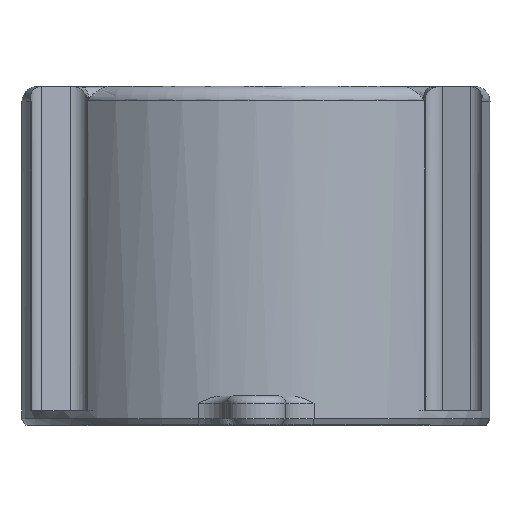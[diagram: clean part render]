
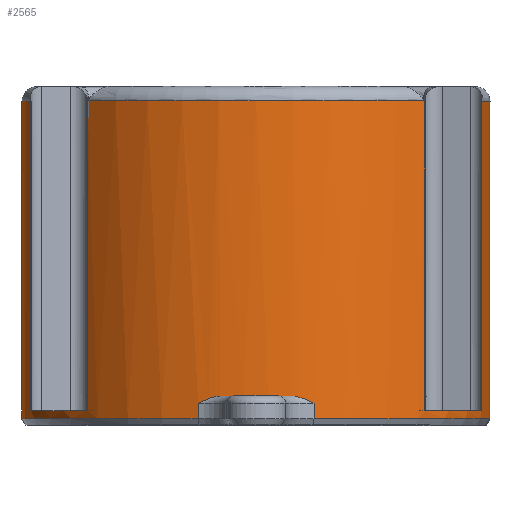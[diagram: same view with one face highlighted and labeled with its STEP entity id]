
A CAD part, top view. The second image highlights one B-rep face of the part: STEP entity #2565.
In plain terms, the highlighted cylindrical face has radius 32.5 mm (diameter 65 mm), a full revolution.
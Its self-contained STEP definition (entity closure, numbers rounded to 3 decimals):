
#117=CYLINDRICAL_SURFACE('',#2799,32.5);
#208=B_SPLINE_CURVE_WITH_KNOTS('',3,(#4873,#4874,#4875,#4876,#4877,#4878,
#4879,#4880),.UNSPECIFIED.,.F.,.F.,(4,2,2,4),(-0.001,0.,0.292,
0.371),.UNSPECIFIED.);
#209=B_SPLINE_CURVE_WITH_KNOTS('',3,(#4883,#4884,#4885,#4886,#4887,#4888,
#4889,#4890),.UNSPECIFIED.,.F.,.F.,(4,2,2,4),(0.863,0.908,
1.077,1.078),.UNSPECIFIED.);
#302=FACE_OUTER_BOUND('',#470,.T.);
#470=EDGE_LOOP('',(#1921,#1922,#1923,#1924,#1925,#1926,#1927,#1928,#1929,
#1930,#1931,#1932,#1933,#1934,#1935,#1936,#1937,#1938,#1939,#1940,#1941,
#1942));
#636=CIRCLE('',#2758,32.5);
#637=CIRCLE('',#2759,32.5);
#662=CIRCLE('',#2797,32.5);
#664=CIRCLE('',#2800,32.5);
#665=CIRCLE('',#2801,32.5);
#666=CIRCLE('',#2802,32.5);
#667=CIRCLE('',#2803,32.5);
#668=CIRCLE('',#2804,32.5);
#669=CIRCLE('',#2805,32.5);
#670=CIRCLE('',#2806,32.5);
#824=LINE('',#4164,#929);
#836=LINE('',#4854,#941);
#837=LINE('',#4858,#942);
#838=LINE('',#4862,#943);
#839=LINE('',#4866,#944);
#840=LINE('',#4869,#945);
#841=LINE('',#4871,#946);
#842=LINE('',#4894,#947);
#843=LINE('',#4897,#948);
#929=VECTOR('',#3237,10.);
#941=VECTOR('',#3311,10.);
#942=VECTOR('',#3314,10.);
#943=VECTOR('',#3317,10.);
#944=VECTOR('',#3320,10.);
#945=VECTOR('',#3323,32.5);
#946=VECTOR('',#3324,10.);
#947=VECTOR('',#3329,10.);
#948=VECTOR('',#3332,10.);
#1077=VERTEX_POINT('',#4139);
#1078=VERTEX_POINT('',#4141);
#1079=VERTEX_POINT('',#4143);
#1084=VERTEX_POINT('',#4163);
#1126=VERTEX_POINT('',#4815);
#1127=VERTEX_POINT('',#4832);
#1129=VERTEX_POINT('',#4853);
#1130=VERTEX_POINT('',#4855);
#1131=VERTEX_POINT('',#4857);
#1132=VERTEX_POINT('',#4859);
#1133=VERTEX_POINT('',#4861);
#1134=VERTEX_POINT('',#4863);
#1135=VERTEX_POINT('',#4865);
#1136=VERTEX_POINT('',#4867);
#1137=VERTEX_POINT('',#4870);
#1138=VERTEX_POINT('',#4872);
#1139=VERTEX_POINT('',#4881);
#1140=VERTEX_POINT('',#4891);
#1141=VERTEX_POINT('',#4893);
#1142=VERTEX_POINT('',#4895);
#1355=EDGE_CURVE('',#1078,#1079,#636,.T.);
#1356=EDGE_CURVE('',#1079,#1077,#637,.T.);
#1365=EDGE_CURVE('',#1077,#1084,#824,.T.);
#1421=EDGE_CURVE('',#1126,#1127,#662,.T.);
#1424=EDGE_CURVE('',#1129,#1126,#836,.T.);
#1425=EDGE_CURVE('',#1129,#1130,#664,.T.);
#1426=EDGE_CURVE('',#1130,#1131,#837,.T.);
#1427=EDGE_CURVE('',#1132,#1131,#665,.T.);
#1428=EDGE_CURVE('',#1133,#1132,#838,.T.);
#1429=EDGE_CURVE('',#1133,#1134,#666,.T.);
#1430=EDGE_CURVE('',#1134,#1135,#839,.T.);
#1431=EDGE_CURVE('',#1136,#1135,#667,.T.);
#1432=EDGE_CURVE('',#1136,#1079,#840,.T.);
#1433=EDGE_CURVE('',#1078,#1137,#841,.T.);
#1434=EDGE_CURVE('',#1138,#1137,#208,.F.);
#1435=EDGE_CURVE('',#1138,#1139,#668,.T.);
#1436=EDGE_CURVE('',#1084,#1139,#209,.F.);
#1437=EDGE_CURVE('',#1140,#1136,#669,.T.);
#1438=EDGE_CURVE('',#1141,#1140,#842,.T.);
#1439=EDGE_CURVE('',#1141,#1142,#670,.T.);
#1440=EDGE_CURVE('',#1142,#1127,#843,.T.);
#1921=ORIENTED_EDGE('',*,*,#1421,.F.);
#1922=ORIENTED_EDGE('',*,*,#1424,.F.);
#1923=ORIENTED_EDGE('',*,*,#1425,.T.);
#1924=ORIENTED_EDGE('',*,*,#1426,.T.);
#1925=ORIENTED_EDGE('',*,*,#1427,.F.);
#1926=ORIENTED_EDGE('',*,*,#1428,.F.);
#1927=ORIENTED_EDGE('',*,*,#1429,.T.);
#1928=ORIENTED_EDGE('',*,*,#1430,.T.);
#1929=ORIENTED_EDGE('',*,*,#1431,.F.);
#1930=ORIENTED_EDGE('',*,*,#1432,.T.);
#1931=ORIENTED_EDGE('',*,*,#1355,.F.);
#1932=ORIENTED_EDGE('',*,*,#1433,.T.);
#1933=ORIENTED_EDGE('',*,*,#1434,.F.);
#1934=ORIENTED_EDGE('',*,*,#1435,.T.);
#1935=ORIENTED_EDGE('',*,*,#1436,.F.);
#1936=ORIENTED_EDGE('',*,*,#1365,.F.);
#1937=ORIENTED_EDGE('',*,*,#1356,.F.);
#1938=ORIENTED_EDGE('',*,*,#1432,.F.);
#1939=ORIENTED_EDGE('',*,*,#1437,.F.);
#1940=ORIENTED_EDGE('',*,*,#1438,.F.);
#1941=ORIENTED_EDGE('',*,*,#1439,.T.);
#1942=ORIENTED_EDGE('',*,*,#1440,.T.);
#2565=ADVANCED_FACE('',(#302),#117,.T.);
#2758=AXIS2_PLACEMENT_3D('',#4144,#3211,#3212);
#2759=AXIS2_PLACEMENT_3D('',#4145,#3213,#3214);
#2797=AXIS2_PLACEMENT_3D('',#4833,#3305,#3306);
#2799=AXIS2_PLACEMENT_3D('',#4852,#3309,#3310);
#2800=AXIS2_PLACEMENT_3D('',#4856,#3312,#3313);
#2801=AXIS2_PLACEMENT_3D('',#4860,#3315,#3316);
#2802=AXIS2_PLACEMENT_3D('',#4864,#3318,#3319);
#2803=AXIS2_PLACEMENT_3D('',#4868,#3321,#3322);
#2804=AXIS2_PLACEMENT_3D('',#4882,#3325,#3326);
#2805=AXIS2_PLACEMENT_3D('',#4892,#3327,#3328);
#2806=AXIS2_PLACEMENT_3D('',#4896,#3330,#3331);
#3211=DIRECTION('center_axis',(0.,-1.,0.));
#3212=DIRECTION('ref_axis',(1.,0.,0.));
#3213=DIRECTION('center_axis',(0.,-1.,0.));
#3214=DIRECTION('ref_axis',(1.,0.,0.));
#3237=DIRECTION('',(0.,1.,0.));
#3305=DIRECTION('center_axis',(0.,1.,0.));
#3306=DIRECTION('ref_axis',(0.866,0.,-0.5));
#3309=DIRECTION('center_axis',(0.,1.,0.));
#3310=DIRECTION('ref_axis',(1.,0.,0.));
#3311=DIRECTION('',(0.,1.,0.));
#3312=DIRECTION('center_axis',(0.,-1.,0.));
#3313=DIRECTION('ref_axis',(1.,0.,0.));
#3314=DIRECTION('',(0.,1.,0.));
#3315=DIRECTION('center_axis',(0.,1.,0.));
#3316=DIRECTION('ref_axis',(0.,0.,1.));
#3317=DIRECTION('',(0.,1.,0.));
#3318=DIRECTION('center_axis',(0.,-1.,0.));
#3319=DIRECTION('ref_axis',(1.,0.,0.));
#3320=DIRECTION('',(0.,1.,0.));
#3321=DIRECTION('center_axis',(0.,1.,0.));
#3322=DIRECTION('ref_axis',(-0.866,0.,-0.5));
#3323=DIRECTION('',(0.,-1.,0.));
#3324=DIRECTION('',(0.,1.,0.));
#3325=DIRECTION('center_axis',(0.,1.,0.));
#3326=DIRECTION('ref_axis',(1.,0.,0.));
#3327=DIRECTION('center_axis',(0.,1.,0.));
#3328=DIRECTION('ref_axis',(-0.866,0.,-0.5));
#3329=DIRECTION('',(0.,1.,0.));
#3330=DIRECTION('center_axis',(0.,-1.,0.));
#3331=DIRECTION('ref_axis',(1.,0.,0.));
#3332=DIRECTION('',(0.,1.,0.));
#4139=CARTESIAN_POINT('',(8.042,63.866,31.489));
#4141=CARTESIAN_POINT('',(-8.053,63.866,31.486));
#4143=CARTESIAN_POINT('',(-32.5,63.866,0.));
#4144=CARTESIAN_POINT('Origin',(0.,63.866,0.));
#4145=CARTESIAN_POINT('Origin',(0.,63.866,0.));
#4163=CARTESIAN_POINT('',(8.042,66.,31.489));
#4164=CARTESIAN_POINT('',(8.042,63.,31.489));
#4815=CARTESIAN_POINT('',(31.232,108.,8.991));
#4832=CARTESIAN_POINT('',(7.829,108.,-31.543));
#4833=CARTESIAN_POINT('Origin',(0.,108.,0.));
#4852=CARTESIAN_POINT('Origin',(0.,0.,0.));
#4853=CARTESIAN_POINT('',(31.232,65.,8.991));
#4854=CARTESIAN_POINT('',(31.232,72.5,8.991));
#4855=CARTESIAN_POINT('',(23.402,65.,22.552));
#4856=CARTESIAN_POINT('Origin',(0.,65.,0.));
#4857=CARTESIAN_POINT('',(23.402,108.,22.552));
#4858=CARTESIAN_POINT('',(23.402,72.5,22.552));
#4859=CARTESIAN_POINT('',(-23.402,108.,22.552));
#4860=CARTESIAN_POINT('Origin',(0.,108.,0.));
#4861=CARTESIAN_POINT('',(-23.402,65.,22.552));
#4862=CARTESIAN_POINT('',(-23.402,72.5,22.552));
#4863=CARTESIAN_POINT('',(-31.232,65.,8.991));
#4864=CARTESIAN_POINT('Origin',(0.,65.,0.));
#4865=CARTESIAN_POINT('',(-31.232,108.,8.991));
#4866=CARTESIAN_POINT('',(-31.232,72.5,8.991));
#4867=CARTESIAN_POINT('',(-32.5,108.,0.));
#4868=CARTESIAN_POINT('Origin',(0.,108.,0.));
#4869=CARTESIAN_POINT('',(-32.5,0.,0.));
#4870=CARTESIAN_POINT('',(-8.053,66.,31.486));
#4871=CARTESIAN_POINT('',(-8.053,63.,31.486));
#4872=CARTESIAN_POINT('',(-4.968,67.,32.118));
#4873=CARTESIAN_POINT('Ctrl Pts',(-8.053,66.,31.486));
#4874=CARTESIAN_POINT('Ctrl Pts',(-8.05,66.001,31.487));
#4875=CARTESIAN_POINT('Ctrl Pts',(-8.048,66.003,31.488));
#4876=CARTESIAN_POINT('Ctrl Pts',(-7.19,66.419,31.707));
#4877=CARTESIAN_POINT('Ctrl Pts',(-6.358,66.81,31.883));
#4878=CARTESIAN_POINT('Ctrl Pts',(-5.324,66.986,32.062));
#4879=CARTESIAN_POINT('Ctrl Pts',(-5.133,67.,32.092));
#4880=CARTESIAN_POINT('Ctrl Pts',(-4.968,67.,32.118));
#4881=CARTESIAN_POINT('',(4.956,67.,32.12));
#4882=CARTESIAN_POINT('Origin',(0.,67.,0.));
#4883=CARTESIAN_POINT('Ctrl Pts',(4.956,67.,32.12));
#4884=CARTESIAN_POINT('Ctrl Pts',(5.122,67.,32.094));
#4885=CARTESIAN_POINT('Ctrl Pts',(5.313,66.986,32.064));
#4886=CARTESIAN_POINT('Ctrl Pts',(6.347,66.81,31.885));
#4887=CARTESIAN_POINT('Ctrl Pts',(7.179,66.419,31.709));
#4888=CARTESIAN_POINT('Ctrl Pts',(8.036,66.003,31.491));
#4889=CARTESIAN_POINT('Ctrl Pts',(8.039,66.001,31.49));
#4890=CARTESIAN_POINT('Ctrl Pts',(8.042,66.,31.489));
#4891=CARTESIAN_POINT('',(-7.829,108.,-31.543));
#4892=CARTESIAN_POINT('Origin',(0.,108.,0.));
#4893=CARTESIAN_POINT('',(-7.829,65.,-31.543));
#4894=CARTESIAN_POINT('',(-7.829,72.5,-31.543));
#4895=CARTESIAN_POINT('',(7.829,65.,-31.543));
#4896=CARTESIAN_POINT('Origin',(0.,65.,0.));
#4897=CARTESIAN_POINT('',(7.829,72.5,-31.543));
